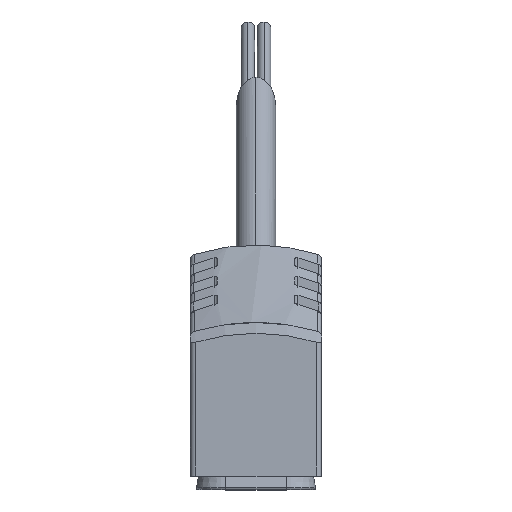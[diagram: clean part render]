
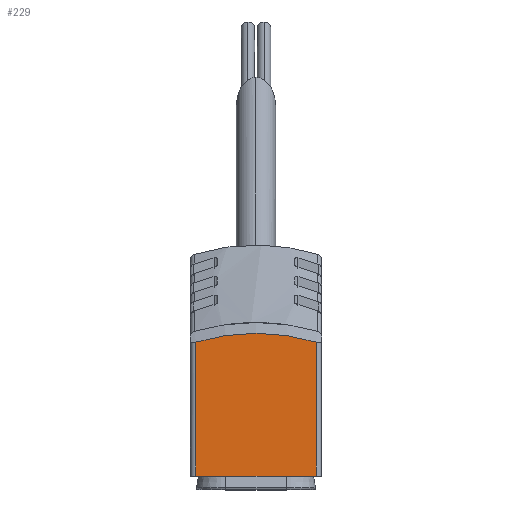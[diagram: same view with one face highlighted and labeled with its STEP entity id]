
A CAD part, top view. The second image highlights one B-rep face of the part: STEP entity #229.
In plain terms, the highlighted planar face has unit normal (0, 0, 1).
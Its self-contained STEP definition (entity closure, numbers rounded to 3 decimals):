
#109 = EDGE_LOOP ( 'NONE', ( #3947, #1253, #2697, #3055 ) ) ;
#229 = ADVANCED_FACE ( 'PLANAR_18', ( #4239 ), #360, .F. ) ;
#360 = PLANE ( 'NONE',  #4787 ) ;
#391 = CARTESIAN_POINT ( 'NONE',  ( 0., -4.85, 9.4 ) ) ;
#412 = VECTOR ( 'NONE', #4237, 1000. ) ;
#689 = CIRCLE ( 'NONE', #1327, 15.4 ) ;
#765 = DIRECTION ( 'NONE',  ( 1., 0., 0. ) ) ;
#875 = CARTESIAN_POINT ( 'NONE',  ( -4.45, 9.893, 9.4 ) ) ;
#1027 = LINE ( 'NONE', #1095, #412 ) ;
#1084 = VERTEX_POINT ( 'NONE', #1599 ) ;
#1095 = CARTESIAN_POINT ( 'NONE',  ( -4.45, 10., 9.4 ) ) ;
#1243 = DIRECTION ( 'NONE',  ( -1., 0., 0. ) ) ;
#1253 = ORIENTED_EDGE ( 'NONE', *, *, #3813, .T. ) ;
#1294 = CARTESIAN_POINT ( 'NONE',  ( -4.45, 0., 9.4 ) ) ;
#1327 = AXIS2_PLACEMENT_3D ( 'NONE', #391, #3393, #765 ) ;
#1389 = CARTESIAN_POINT ( 'NONE',  ( 4.45, 9.893, 9.4 ) ) ;
#1465 = VERTEX_POINT ( 'NONE', #875 ) ;
#1498 = VERTEX_POINT ( 'NONE', #1294 ) ;
#1599 = CARTESIAN_POINT ( 'NONE',  ( 4.45, 0., 9.4 ) ) ;
#1697 = EDGE_CURVE ( 'NONE', #3131, #1084, #4731, .T. ) ;
#2112 = DIRECTION ( 'NONE',  ( 0., 0., -1. ) ) ;
#2626 = EDGE_CURVE ( 'NONE', #1084, #1498, #4997, .T. ) ;
#2697 = ORIENTED_EDGE ( 'NONE', *, *, #2626, .F. ) ;
#3055 = ORIENTED_EDGE ( 'NONE', *, *, #1697, .F. ) ;
#3131 = VERTEX_POINT ( 'NONE', #1389 ) ;
#3393 = DIRECTION ( 'NONE',  ( 0., 0., 1. ) ) ;
#3639 = CARTESIAN_POINT ( 'NONE',  ( 4.45, 10., 9.4 ) ) ;
#3813 = EDGE_CURVE ( 'NONE', #1465, #1498, #1027, .T. ) ;
#3947 = ORIENTED_EDGE ( 'NONE', *, *, #4564, .T. ) ;
#4237 = DIRECTION ( 'NONE',  ( 0., -1., 0. ) ) ;
#4239 = FACE_OUTER_BOUND ( 'NONE', #109, .T. ) ;
#4281 = CARTESIAN_POINT ( 'NONE',  ( 4.85, 11.35, 9.4 ) ) ;
#4420 = VECTOR ( 'NONE', #4942, 1000. ) ;
#4545 = DIRECTION ( 'NONE',  ( -1., 0., 0. ) ) ;
#4564 = EDGE_CURVE ( 'NONE', #3131, #1465, #689, .T. ) ;
#4731 = LINE ( 'NONE', #3639, #4420 ) ;
#4787 = AXIS2_PLACEMENT_3D ( 'NONE', #4281, #2112, #1243 ) ;
#4942 = DIRECTION ( 'NONE',  ( 0., -1., 0. ) ) ;
#4997 = LINE ( 'NONE', #5370, #5058 ) ;
#5058 = VECTOR ( 'NONE', #4545, 1000. ) ;
#5370 = CARTESIAN_POINT ( 'NONE',  ( 4.85, 0., 9.4 ) ) ;
